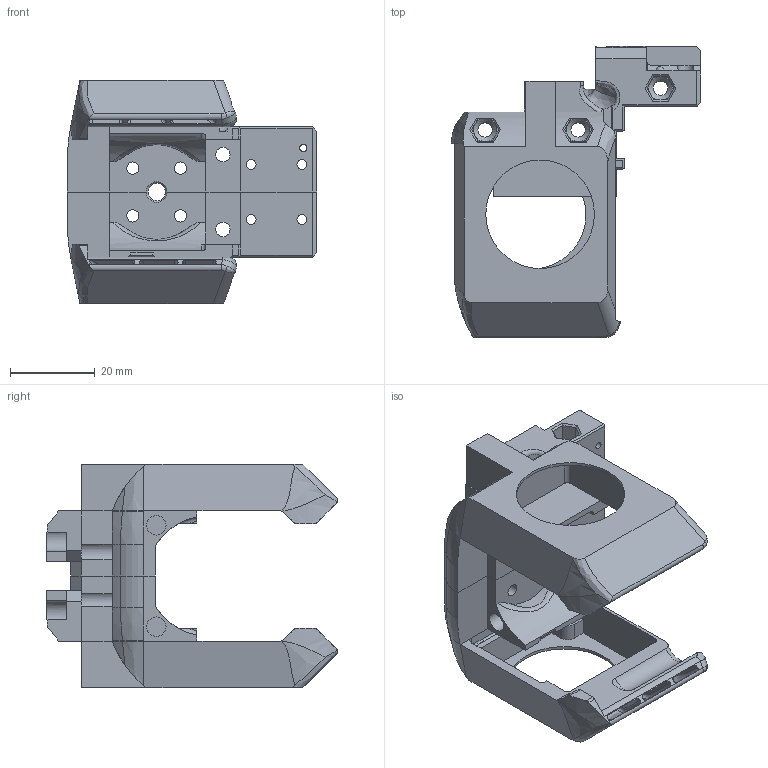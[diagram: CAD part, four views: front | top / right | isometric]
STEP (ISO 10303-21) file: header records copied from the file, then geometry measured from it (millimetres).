
FILE_DESCRIPTION(/* description */ (''),/* implementation_level */ '2;1');
FILE_NAME(/* name */ 'v0_direct_drive.step',/* time_stamp */ '2020-09-30T21:56:08-05:00',/* author */ (''),/* organization */ (''),/* preprocessor_version */ 'ST-DEVELOPER v18.1',/* originating_system */ 'Autodesk Translation Framework v9.3.0.1241',/* authorisation */ '');
FILE_SCHEMA (('AUTOMOTIVE_DESIGN { 1 0 10303 214 3 1 1 }'));
Products named in the file (2): V0_Assembly_Rev2_Toolhead_Assembly; Toolhead_Dragon
Assembly tree (1 placements, depth 2):
  V0_Assembly_Rev2_Toolhead_Assembly
    Toolhead_Dragon
Bounding box: 59 x 68.83 x 53 mm (x, y, z)
Volume: 34334 mm3; surface area: 26133.9 mm2
Topology: 4 solids, 4 shells, 543 faces, 1515 edges, 970 vertices
Faces by surface type: plane 267, bspline 123, cylinder 114, cone 27, torus 8, sphere 4
Full cylindrical faces by diameter (mm): 1.7 x1, 2.3 x4, 2.9 x4, 3.4 x12, 3.8 x4, 4.5 x2, 4.6 x2, 4.8 x2, 5 x2, 6 x1, 25.7 x2
Entity records: 45847 total; most frequent: CARTESIAN_POINT 32694, ORIENTED_EDGE 2998, DIRECTION 2333, EDGE_CURVE 1499, VERTEX_POINT 970, LINE 803, VECTOR 803, AXIS2_PLACEMENT_3D 765
